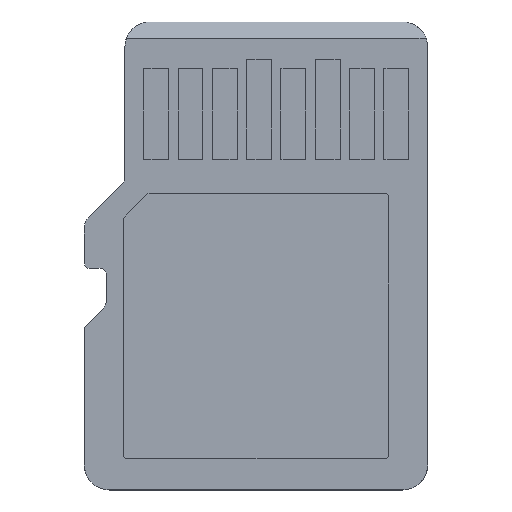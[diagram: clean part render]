
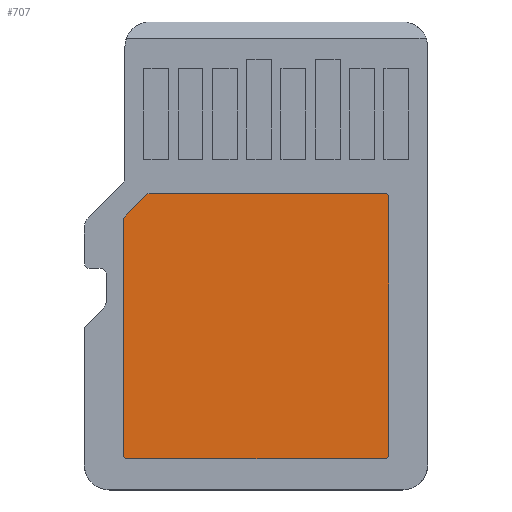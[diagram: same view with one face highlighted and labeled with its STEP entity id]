
A CAD part, top view. The second image highlights one B-rep face of the part: STEP entity #707.
In plain terms, the highlighted planar face has unit normal (0, 0, 1).
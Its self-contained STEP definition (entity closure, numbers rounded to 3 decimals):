
#707=ADVANCED_FACE('',(#858),#3065,.T.);
#858=FACE_OUTER_BOUND('',#1009,.T.);
#1009=EDGE_LOOP('',(#1451,#1452,#1453,#1454,#1455,#1456,#1457,#1458,#1459,
#1460));
#1451=ORIENTED_EDGE('',*,*,#2125,.T.);
#1452=ORIENTED_EDGE('',*,*,#2121,.T.);
#1453=ORIENTED_EDGE('',*,*,#2126,.T.);
#1454=ORIENTED_EDGE('',*,*,#2105,.T.);
#1455=ORIENTED_EDGE('',*,*,#2123,.T.);
#1456=ORIENTED_EDGE('',*,*,#2109,.T.);
#1457=ORIENTED_EDGE('',*,*,#2124,.T.);
#1458=ORIENTED_EDGE('',*,*,#2113,.T.);
#1459=ORIENTED_EDGE('',*,*,#2130,.T.);
#1460=ORIENTED_EDGE('',*,*,#2117,.T.);
#2105=EDGE_CURVE('',#2847,#2846,#2368,.T.);
#2109=EDGE_CURVE('',#2850,#2851,#2370,.T.);
#2113=EDGE_CURVE('',#2854,#2855,#2372,.T.);
#2117=EDGE_CURVE('',#2858,#2859,#2374,.T.);
#2121=EDGE_CURVE('',#2862,#2863,#2376,.T.);
#2123=EDGE_CURVE('',#2846,#2850,#2558,.T.);
#2124=EDGE_CURVE('',#2851,#2854,#2559,.T.);
#2125=EDGE_CURVE('',#2859,#2862,#2560,.T.);
#2126=EDGE_CURVE('',#2863,#2847,#2561,.T.);
#2130=EDGE_CURVE('',#2855,#2858,#2565,.T.);
#2368=(
BOUNDED_CURVE()
B_SPLINE_CURVE(2,(#4834,#4835,#4836),.UNSPECIFIED.,.F.,.F.)
B_SPLINE_CURVE_WITH_KNOTS((3,3),(-0.157,0.),.UNSPECIFIED.)
CURVE()
GEOMETRIC_REPRESENTATION_ITEM()
RATIONAL_B_SPLINE_CURVE((1.,0.707,1.))
REPRESENTATION_ITEM('')
);
#2370=(
BOUNDED_CURVE()
B_SPLINE_CURVE(2,(#4844,#4845,#4846),.UNSPECIFIED.,.F.,.F.)
B_SPLINE_CURVE_WITH_KNOTS((3,3),(-0.157,0.),.UNSPECIFIED.)
CURVE()
GEOMETRIC_REPRESENTATION_ITEM()
RATIONAL_B_SPLINE_CURVE((1.,0.707,1.))
REPRESENTATION_ITEM('')
);
#2372=(
BOUNDED_CURVE()
B_SPLINE_CURVE(2,(#4854,#4855,#4856),.UNSPECIFIED.,.F.,.F.)
B_SPLINE_CURVE_WITH_KNOTS((3,3),(-0.079,0.),.UNSPECIFIED.)
CURVE()
GEOMETRIC_REPRESENTATION_ITEM()
RATIONAL_B_SPLINE_CURVE((1.,0.924,1.))
REPRESENTATION_ITEM('')
);
#2374=(
BOUNDED_CURVE()
B_SPLINE_CURVE(2,(#4864,#4865,#4866),.UNSPECIFIED.,.F.,.F.)
B_SPLINE_CURVE_WITH_KNOTS((3,3),(-0.079,0.),.UNSPECIFIED.)
CURVE()
GEOMETRIC_REPRESENTATION_ITEM()
RATIONAL_B_SPLINE_CURVE((1.,0.924,1.))
REPRESENTATION_ITEM('')
);
#2376=(
BOUNDED_CURVE()
B_SPLINE_CURVE(2,(#4874,#4875,#4876),.UNSPECIFIED.,.F.,.F.)
B_SPLINE_CURVE_WITH_KNOTS((3,3),(-0.157,0.),.UNSPECIFIED.)
CURVE()
GEOMETRIC_REPRESENTATION_ITEM()
RATIONAL_B_SPLINE_CURVE((1.,0.707,1.))
REPRESENTATION_ITEM('')
);
#2558=B_SPLINE_CURVE_WITH_KNOTS('',1,(#4880,#4881),.UNSPECIFIED.,.F.,.F.,
(2,2),(-8.3,0.),.UNSPECIFIED.);
#2559=B_SPLINE_CURVE_WITH_KNOTS('',1,(#4882,#4883),.UNSPECIFIED.,.F.,.F.,
(2,2),(-7.577,0.),.UNSPECIFIED.);
#2560=B_SPLINE_CURVE_WITH_KNOTS('',1,(#4884,#4885),.UNSPECIFIED.,.F.,.F.,
(2,2),(-7.577,0.),.UNSPECIFIED.);
#2561=B_SPLINE_CURVE_WITH_KNOTS('',1,(#4886,#4887),.UNSPECIFIED.,.F.,.F.,
(2,2),(-8.3,0.),.UNSPECIFIED.);
#2565=B_SPLINE_CURVE_WITH_KNOTS('',1,(#4894,#4895),.UNSPECIFIED.,.F.,.F.,
(2,2),(-1.022,0.),.UNSPECIFIED.);
#2846=VERTEX_POINT('',#4066);
#2847=VERTEX_POINT('',#4067);
#2850=VERTEX_POINT('',#4070);
#2851=VERTEX_POINT('',#4071);
#2854=VERTEX_POINT('',#4074);
#2855=VERTEX_POINT('',#4075);
#2858=VERTEX_POINT('',#4078);
#2859=VERTEX_POINT('',#4079);
#2862=VERTEX_POINT('',#4082);
#2863=VERTEX_POINT('',#4083);
#3065=PLANE('',#3286);
#3286=AXIS2_PLACEMENT_3D('',#3692,#3434,$);
#3434=DIRECTION('',(0.,0.,1.));
#3692=CARTESIAN_POINT('',(-48.214,31.96,-7.847));
#4066=CARTESIAN_POINT('',(-49.065,32.91,-7.847));
#4067=CARTESIAN_POINT('',(-49.165,32.81,-7.847));
#4070=CARTESIAN_POINT('',(-49.065,41.21,-7.847));
#4071=CARTESIAN_POINT('',(-49.165,41.31,-7.847));
#4074=CARTESIAN_POINT('',(-56.742,41.31,-7.847));
#4075=CARTESIAN_POINT('',(-56.813,41.281,-7.847));
#4078=CARTESIAN_POINT('',(-57.535,40.558,-7.847));
#4079=CARTESIAN_POINT('',(-57.565,40.487,-7.847));
#4082=CARTESIAN_POINT('',(-57.565,32.91,-7.847));
#4083=CARTESIAN_POINT('',(-57.465,32.81,-7.847));
#4834=CARTESIAN_POINT('',(-49.165,32.81,-7.847));
#4835=CARTESIAN_POINT('',(-49.065,32.81,-7.847));
#4836=CARTESIAN_POINT('',(-49.065,32.91,-7.847));
#4844=CARTESIAN_POINT('',(-49.065,41.21,-7.847));
#4845=CARTESIAN_POINT('',(-49.065,41.31,-7.847));
#4846=CARTESIAN_POINT('',(-49.165,41.31,-7.847));
#4854=CARTESIAN_POINT('',(-56.742,41.31,-7.847));
#4855=CARTESIAN_POINT('',(-56.783,41.31,-7.847));
#4856=CARTESIAN_POINT('',(-56.813,41.281,-7.847));
#4864=CARTESIAN_POINT('',(-57.535,40.558,-7.847));
#4865=CARTESIAN_POINT('',(-57.565,40.529,-7.847));
#4866=CARTESIAN_POINT('',(-57.565,40.487,-7.847));
#4874=CARTESIAN_POINT('',(-57.565,32.91,-7.847));
#4875=CARTESIAN_POINT('',(-57.565,32.81,-7.847));
#4876=CARTESIAN_POINT('',(-57.465,32.81,-7.847));
#4880=CARTESIAN_POINT('',(-49.065,32.91,-7.847));
#4881=CARTESIAN_POINT('',(-49.065,41.21,-7.847));
#4882=CARTESIAN_POINT('',(-49.165,41.31,-7.847));
#4883=CARTESIAN_POINT('',(-56.742,41.31,-7.847));
#4884=CARTESIAN_POINT('',(-57.565,40.487,-7.847));
#4885=CARTESIAN_POINT('',(-57.565,32.91,-7.847));
#4886=CARTESIAN_POINT('',(-57.465,32.81,-7.847));
#4887=CARTESIAN_POINT('',(-49.165,32.81,-7.847));
#4894=CARTESIAN_POINT('',(-56.813,41.281,-7.847));
#4895=CARTESIAN_POINT('',(-57.535,40.558,-7.847));
